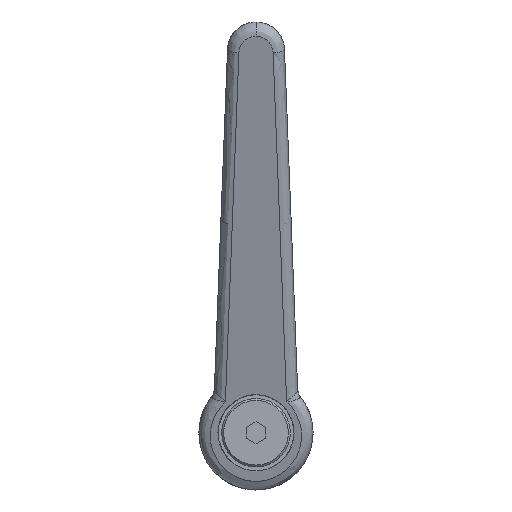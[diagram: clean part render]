
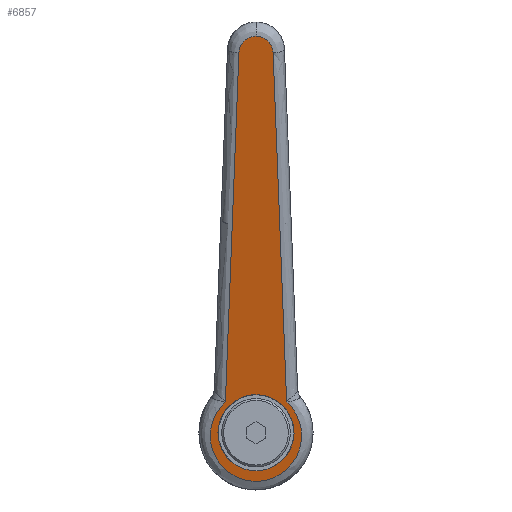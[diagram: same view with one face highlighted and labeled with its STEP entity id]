
A CAD part, top view. The second image highlights one B-rep face of the part: STEP entity #6857.
In plain terms, the highlighted free-form (B-spline) face has degree [1, 1] with [2, 2] control points.
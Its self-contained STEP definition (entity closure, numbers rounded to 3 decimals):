
#1842=CARTESIAN_POINT('',(-0.087,-10.,47.912));
#1843=VERTEX_POINT('',#1842);
#1849=CARTESIAN_POINT('',(10.,0.,50.618));
#1850=VERTEX_POINT('',#1849);
#1851=CARTESIAN_POINT('',(10.,0.,50.618));
#1852=CARTESIAN_POINT('',(10.,-10.,50.618));
#1853=CARTESIAN_POINT('',(0.,-10.0,47.935));
#1854=CARTESIAN_POINT('',(-0.044,-10.0,47.924));
#1855=CARTESIAN_POINT('',(-0.087,-10.,47.912));
#1863=(BOUNDED_CURVE()B_SPLINE_CURVE(2,(#1851,#1852,#1853,#1854,#1855),.UNSPECIFIED.,.F.,.U.)B_SPLINE_CURVE_WITH_KNOTS((3,2,3),(0.5,0.75,0.752),.UNSPECIFIED.)CURVE()GEOMETRIC_REPRESENTATION_ITEM()RATIONAL_B_SPLINE_CURVE((1.0,0.707,1.0,0.998,0.996))REPRESENTATION_ITEM(''));
#1864=EDGE_CURVE('',#1850,#1843,#1863,.T.);
#1866=CARTESIAN_POINT('',(-1.659,9.861,47.49));
#1867=VERTEX_POINT('',#1866);
#1868=CARTESIAN_POINT('',(-1.659,9.861,47.49));
#1869=CARTESIAN_POINT('',(-0.835,10.,47.711));
#1870=CARTESIAN_POINT('',(0.,10.0,47.935));
#1871=CARTESIAN_POINT('',(10.,10.,50.618));
#1872=CARTESIAN_POINT('',(10.,0.,50.618));
#1880=(BOUNDED_CURVE()B_SPLINE_CURVE(2,(#1868,#1869,#1870,#1871,#1872),.UNSPECIFIED.,.F.,.U.)B_SPLINE_CURVE_WITH_KNOTS((3,2,3),(0.221,0.25,0.5),.UNSPECIFIED.)CURVE()GEOMETRIC_REPRESENTATION_ITEM()RATIONAL_B_SPLINE_CURVE((0.941,0.967,1.0,0.707,1.0))REPRESENTATION_ITEM(''));
#1881=EDGE_CURVE('',#1867,#1850,#1880,.T.);
#1929=CARTESIAN_POINT('',(-10.,0.0,45.252));
#1930=VERTEX_POINT('',#1929);
#1931=CARTESIAN_POINT('',(-10.,0.0,45.252));
#1932=CARTESIAN_POINT('',(-10.,8.458,45.252));
#1933=CARTESIAN_POINT('',(-1.659,9.861,47.49));
#1941=(BOUNDED_CURVE()B_SPLINE_CURVE(2,(#1931,#1932,#1933),.UNSPECIFIED.,.F.,.U.)B_SPLINE_CURVE_WITH_KNOTS((3,3),(0.0,0.221),.UNSPECIFIED.)CURVE()GEOMETRIC_REPRESENTATION_ITEM()RATIONAL_B_SPLINE_CURVE((1.0,0.741,0.941))REPRESENTATION_ITEM(''));
#1942=EDGE_CURVE('',#1930,#1867,#1941,.T.);
#1944=CARTESIAN_POINT('',(-0.087,-10.,47.912));
#1945=CARTESIAN_POINT('',(-10.,-9.913,45.252));
#1946=CARTESIAN_POINT('',(-10.,0.0,45.252));
#1954=(BOUNDED_CURVE()B_SPLINE_CURVE(2,(#1944,#1945,#1946),.UNSPECIFIED.,.F.,.U.)B_SPLINE_CURVE_WITH_KNOTS((3,3),(0.752,1.0),.UNSPECIFIED.)CURVE()GEOMETRIC_REPRESENTATION_ITEM()RATIONAL_B_SPLINE_CURVE((0.996,0.709,1.0))REPRESENTATION_ITEM(''));
#1955=EDGE_CURVE('',#1843,#1930,#1954,.T.);
#4443=CARTESIAN_POINT('',(8.124,8.048,50.115));
#4444=VERTEX_POINT('',#4443);
#4975=CARTESIAN_POINT('',(8.124,-8.048,50.115));
#4976=VERTEX_POINT('',#4975);
#6444=CARTESIAN_POINT('',(8.124,8.048,50.115));
#6445=CARTESIAN_POINT('',(2.599,14.159,48.633));
#6446=CARTESIAN_POINT('',(-5.089,11.199,46.57));
#6447=CARTESIAN_POINT('',(-12.777,8.238,44.507));
#6448=CARTESIAN_POINT('',(-12.777,0.,44.507));
#6449=CARTESIAN_POINT('',(-12.777,-8.238,44.507));
#6450=CARTESIAN_POINT('',(-5.089,-11.199,46.57));
#6451=CARTESIAN_POINT('',(2.599,-14.159,48.633));
#6452=CARTESIAN_POINT('',(8.124,-8.048,50.115));
#6460=(BOUNDED_CURVE()B_SPLINE_CURVE(2,(#6444,#6445,#6446,#6447,#6448,#6449,#6450,#6451,#6452),.UNSPECIFIED.,.F.,.U.)B_SPLINE_CURVE_WITH_KNOTS((3,2,2,2,3),(0.0,0.25,0.5,0.75,1.0),.UNSPECIFIED.)CURVE()GEOMETRIC_REPRESENTATION_ITEM()RATIONAL_B_SPLINE_CURVE((1.0,0.824,1.0,0.824,1.0,0.824,1.0,0.824,1.0))REPRESENTATION_ITEM(''));
#6461=EDGE_CURVE('',#4444,#4976,#6460,.T.);
#6488=CARTESIAN_POINT('',(99.897,4.497,74.737));
#6489=VERTEX_POINT('',#6488);
#6490=CARTESIAN_POINT('',(99.897,4.497,74.737));
#6491=CARTESIAN_POINT('',(8.124,8.048,50.115));
#6492=QUASI_UNIFORM_CURVE('',1,(#6490,#6491),.UNSPECIFIED.,.F.,.U.);
#6493=EDGE_CURVE('',#6489,#4444,#6492,.T.);
#6527=CARTESIAN_POINT('',(99.897,-4.497,74.737));
#6528=VERTEX_POINT('',#6527);
#6529=CARTESIAN_POINT('',(8.124,-8.048,50.115));
#6530=CARTESIAN_POINT('',(99.897,-4.497,74.737));
#6531=QUASI_UNIFORM_CURVE('',1,(#6529,#6530),.UNSPECIFIED.,.F.,.U.);
#6532=EDGE_CURVE('',#4976,#6528,#6531,.T.);
#6604=CARTESIAN_POINT('',(104.223,0.,75.898));
#6605=VERTEX_POINT('',#6604);
#6637=CARTESIAN_POINT('',(104.223,0.,75.898));
#6638=CARTESIAN_POINT('',(104.223,4.329,75.898));
#6639=CARTESIAN_POINT('',(99.897,4.497,74.737));
#6647=(BOUNDED_CURVE()B_SPLINE_CURVE(2,(#6637,#6638,#6639),.UNSPECIFIED.,.F.,.U.)CURVE()GEOMETRIC_REPRESENTATION_ITEM()QUASI_UNIFORM_CURVE()RATIONAL_B_SPLINE_CURVE((1.0,0.721,1.0))REPRESENTATION_ITEM(''));
#6648=EDGE_CURVE('',#6605,#6489,#6647,.T.);
#6712=CARTESIAN_POINT('',(99.897,-4.497,74.737));
#6713=CARTESIAN_POINT('',(104.223,-4.329,75.898));
#6714=CARTESIAN_POINT('',(104.223,0.,75.898));
#6722=(BOUNDED_CURVE()B_SPLINE_CURVE(2,(#6712,#6713,#6714),.UNSPECIFIED.,.F.,.U.)CURVE()GEOMETRIC_REPRESENTATION_ITEM()QUASI_UNIFORM_CURVE()RATIONAL_B_SPLINE_CURVE((1.0,0.721,1.0))REPRESENTATION_ITEM(''));
#6723=EDGE_CURVE('',#6528,#6605,#6722,.T.);
#6839=CARTESIAN_POINT('',(-18.622,-13.189,42.939));
#6840=CARTESIAN_POINT('',(110.067,-13.189,77.465));
#6841=CARTESIAN_POINT('',(-18.622,13.189,42.939));
#6842=CARTESIAN_POINT('',(110.067,13.189,77.465));
#6843=B_SPLINE_SURFACE_WITH_KNOTS('',1,1,((#6839,#6841),(#6840,#6842)),.UNSPECIFIED.,.F.,.F.,.U.,(2,2),(2,2),(0.0,133.239),(0.0,26.378),.UNSPECIFIED.);
#6844=ORIENTED_EDGE('',*,*,#6493,.T.);
#6845=ORIENTED_EDGE('',*,*,#6461,.T.);
#6846=ORIENTED_EDGE('',*,*,#6532,.T.);
#6847=ORIENTED_EDGE('',*,*,#6723,.T.);
#6848=ORIENTED_EDGE('',*,*,#6648,.T.);
#6849=EDGE_LOOP('',(#6844,#6845,#6846,#6847,#6848));
#6850=FACE_OUTER_BOUND('',#6849,.T.);
#6851=ORIENTED_EDGE('',*,*,#1864,.T.);
#6852=ORIENTED_EDGE('',*,*,#1955,.T.);
#6853=ORIENTED_EDGE('',*,*,#1942,.T.);
#6854=ORIENTED_EDGE('',*,*,#1881,.T.);
#6855=EDGE_LOOP('',(#6851,#6852,#6853,#6854));
#6856=FACE_BOUND('',#6855,.T.);
#6857=ADVANCED_FACE('',(#6850,#6856),#6843,.T.);
